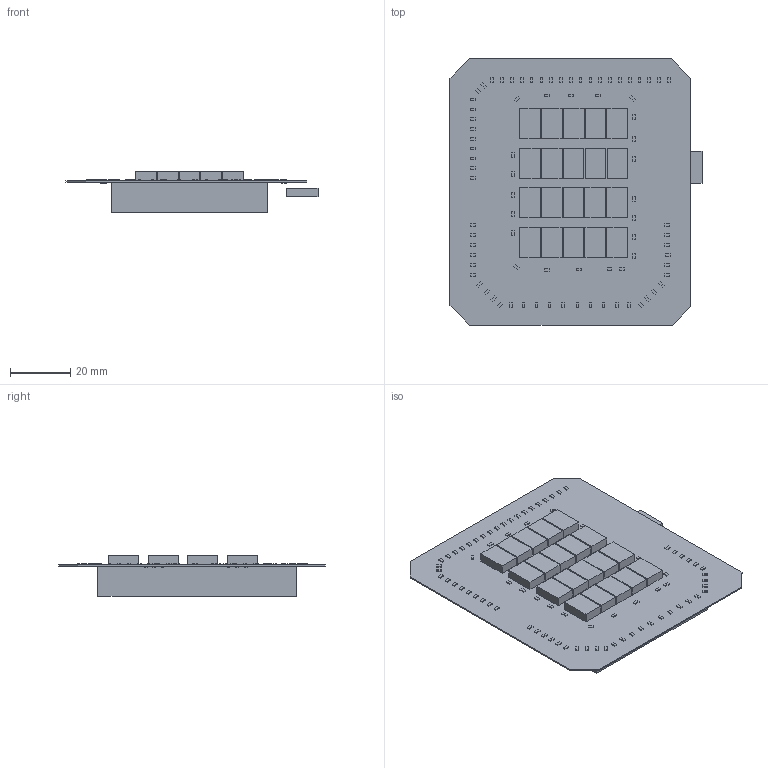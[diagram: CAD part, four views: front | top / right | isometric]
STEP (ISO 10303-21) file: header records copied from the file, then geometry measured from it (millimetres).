
FILE_DESCRIPTION(('Open CASCADE Model'),'2;1');
FILE_NAME('Open CASCADE Shape Model','2018-08-08T00:42:19',('Author'),( 'Open CASCADE'),'Open CASCADE STEP processor 6.8','Open CASCADE 6.8' ,'Unknown');
FILE_SCHEMA(('AUTOMOTIVE_DESIGN { 1 0 10303 214 1 1 1 1 }'));
Length unit declared in the file: millimetre
Products named in the file (127): PCB; Board; D1; 974083400; Extruded; D10; D11; D12; D13; D14; D15; D16; D17; D18; D19; 974083944; D20; D21; 974083128; D22; D23; D24; D25; D26; D27; D28; D29; D30; D31; D32; D33; D34; D35; D36; D37; D38; D39; D60; D61; D62 ...
Assembly tree (230 placements, depth 4):
  PCB
    Board
    D1
      974083400
        Extruded
    D10
      974083400
        Extruded
    D11
      974083400
        Extruded
    D12
      974083400
        Extruded
    D13
      974083400
        Extruded
    D14
      974083400
        Extruded
    D15
      974083400
        Extruded
    D16
      974083400
        Extruded
    D17
      974083400
        Extruded
    D18
      974083400
        Extruded
    D19
      974083944
        Extruded
    D20
      974083944
        Extruded
    D21
      974083128
        Extruded
    D22
      974083128
        Extruded
    D23
      974083128
        Extruded
    D24
      974083128
        Extruded
    D25
      974083128
        Extruded
    D26
      974083128
        Extruded
    D27
      974083128
        Extruded
    D28
Bounding box: 83.74 x 88.52 x 13.4 mm (x, y, z)
Volume: 41708.4 mm3; surface area: 28908.9 mm2
Topology: 112 solids, 112 shells, 676 faces, 1356 edges, 904 vertices
Faces by surface type: plane 676
Entity records: 4532 total; most frequent: DIRECTION 674, CARTESIAN_POINT 463, PRODUCT_DEFINITION_SHAPE 357, AXIS2_PLACEMENT_3D 283, CONTEXT_DEPENDENT_SHAPE_REPRESENTATION 230, ITEM_DEFINED_TRANSFORMATION 230, NEXT_ASSEMBLY_USAGE_OCCURRENCE 230, ORIENTED_EDGE 216
